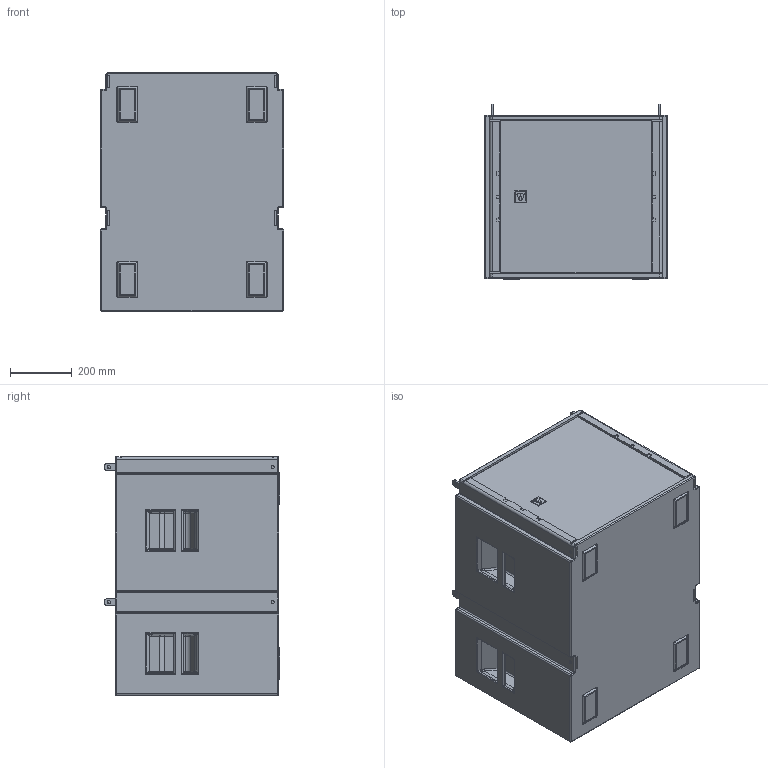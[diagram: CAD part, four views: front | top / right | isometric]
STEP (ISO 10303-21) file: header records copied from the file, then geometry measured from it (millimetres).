
FILE_DESCRIPTION(/* description */ ('','CAx-IF Rec.Pracs.---Representation and Presentation of Product Manufacturing Information (PMI)---4.0---2014-10-13'),/* implementation_level */ '2;1');
FILE_NAME(/* name */ 'GTS16C.stp',/* time_stamp */ '2025-11-25T10:16:53+01:00',/* author */ ('francesco.tirelli'),/* organization */ (''),/* preprocessor_version */ 'ST-DEVELOPER v20',/* originating_system */ 'Autodesk Inventor 2024',/* authorisation */ '');
FILE_SCHEMA (('AP242_MANAGED_MODEL_BASED_3D_ENGINEERING_MIM_LF { 1 0 10303 442 1 1 4 }'));
Length unit declared in the file: millimetre
Products named in the file (1): GTS16C
Bounding box: 595 x 570.5 x 775 mm (x, y, z)
Volume: 235502720.9 mm3; surface area: 2638133.2 mm2
Topology: 1 solids, 1 shells, 741 faces, 1853 edges, 1130 vertices
Faces by surface type: plane 297, cylinder 276, bspline 120, torus 32, sphere 16
Full cylindrical faces by diameter (mm): 10 x4, 17.5 x1, 112 x1
Entity records: 24681 total; most frequent: CARTESIAN_POINT 6220, DIRECTION 3753, ORIENTED_EDGE 3674, EDGE_CURVE 1837, AXIS2_PLACEMENT_3D 1361, VERTEX_POINT 1130, LINE 1031, VECTOR 1031
